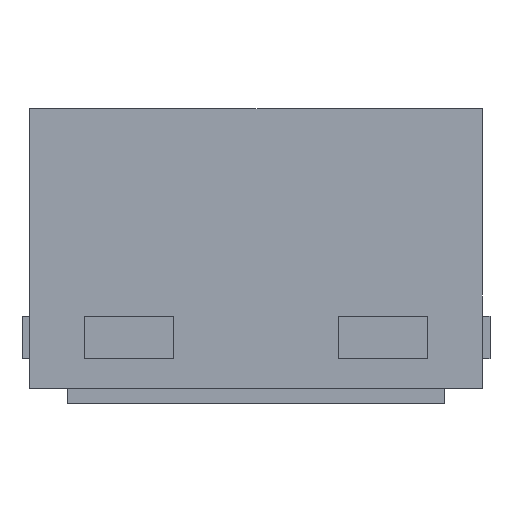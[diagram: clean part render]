
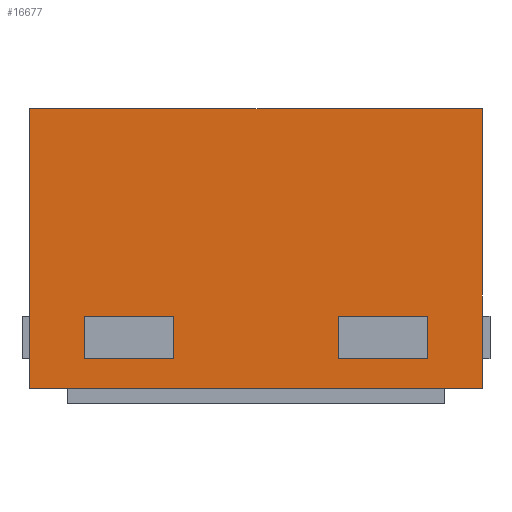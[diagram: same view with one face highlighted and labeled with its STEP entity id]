
A CAD part, left-side view. The second image highlights one B-rep face of the part: STEP entity #16677.
In plain terms, the highlighted planar face has unit normal (-1, 0, 0).
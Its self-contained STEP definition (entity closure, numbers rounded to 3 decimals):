
#137 = EDGE_CURVE ( 'NONE', #10265, #7630, #9210, .T. ) ;
#241 = DIRECTION ( 'NONE',  ( 1., 0., 0. ) ) ;
#339 = VERTEX_POINT ( 'NONE', #7870 ) ;
#427 = PLANE ( 'NONE',  #14576 ) ;
#802 = CARTESIAN_POINT ( 'NONE',  ( -0.5, 0.228, 0.095 ) ) ;
#1105 = DIRECTION ( 'NONE',  ( 0., 1., 0. ) ) ;
#1124 = LINE ( 'NONE', #6726, #13559 ) ;
#1136 = VERTEX_POINT ( 'NONE', #4127 ) ;
#1201 = ORIENTED_EDGE ( 'NONE', *, *, #9559, .T. ) ;
#1337 = EDGE_LOOP ( 'NONE', ( #1201, #11406, #16977, #16718 ) ) ;
#1367 = EDGE_CURVE ( 'NONE', #14006, #8849, #11177, .T. ) ;
#1605 = VERTEX_POINT ( 'NONE', #2177 ) ;
#2177 = CARTESIAN_POINT ( 'NONE',  ( -0.5, -0.3, 0. ) ) ;
#2591 = DIRECTION ( 'NONE',  ( 0., 0., -1. ) ) ;
#2760 = CARTESIAN_POINT ( 'NONE',  ( -0.5, 0.3, 0.37 ) ) ;
#2801 = VECTOR ( 'NONE', #4830, 1000. ) ;
#2951 = CARTESIAN_POINT ( 'NONE',  ( -0.5, 0.3, 0.37 ) ) ;
#3130 = CARTESIAN_POINT ( 'NONE',  ( -0.5, 0.3, 0. ) ) ;
#3478 = LINE ( 'NONE', #6365, #16830 ) ;
#3511 = EDGE_LOOP ( 'NONE', ( #7206, #9191, #7187, #11368 ) ) ;
#3571 = VERTEX_POINT ( 'NONE', #14713 ) ;
#3643 = VECTOR ( 'NONE', #4632, 1000. ) ;
#3734 = LINE ( 'NONE', #9233, #9389 ) ;
#4127 = CARTESIAN_POINT ( 'NONE',  ( -0.5, -0.3, 0.37 ) ) ;
#4302 = EDGE_CURVE ( 'NONE', #339, #3571, #3478, .T. ) ;
#4632 = DIRECTION ( 'NONE',  ( 0., 0., -1. ) ) ;
#4830 = DIRECTION ( 'NONE',  ( 0., -1., 0. ) ) ;
#4854 = VERTEX_POINT ( 'NONE', #11864 ) ;
#5074 = EDGE_CURVE ( 'NONE', #8849, #3571, #12120, .T. ) ;
#5769 = FACE_BOUND ( 'NONE', #9349, .T. ) ;
#6233 = LINE ( 'NONE', #802, #7366 ) ;
#6293 = LINE ( 'NONE', #11612, #16919 ) ;
#6365 = CARTESIAN_POINT ( 'NONE',  ( -0.5, -0.228, 0.039 ) ) ;
#6426 = DIRECTION ( 'NONE',  ( 0., 0., -1. ) ) ;
#6624 = DIRECTION ( 'NONE',  ( 0., 0., -1. ) ) ;
#6726 = CARTESIAN_POINT ( 'NONE',  ( -0.5, 0.109, 0.095 ) ) ;
#6730 = DIRECTION ( 'NONE',  ( 0., 0., -1. ) ) ;
#7078 = LINE ( 'NONE', #2760, #11252 ) ;
#7187 = ORIENTED_EDGE ( 'NONE', *, *, #10872, .T. ) ;
#7206 = ORIENTED_EDGE ( 'NONE', *, *, #14792, .F. ) ;
#7366 = VECTOR ( 'NONE', #15452, 1000. ) ;
#7463 = EDGE_CURVE ( 'NONE', #1136, #1605, #16812, .T. ) ;
#7559 = EDGE_CURVE ( 'NONE', #4854, #16056, #14803, .T. ) ;
#7630 = VERTEX_POINT ( 'NONE', #16122 ) ;
#7870 = CARTESIAN_POINT ( 'NONE',  ( -0.5, -0.228, 0.039 ) ) ;
#8163 = CARTESIAN_POINT ( 'NONE',  ( -0.5, -0.228, 0.095 ) ) ;
#8441 = EDGE_CURVE ( 'NONE', #8884, #1136, #17012, .T. ) ;
#8487 = FACE_OUTER_BOUND ( 'NONE', #1337, .T. ) ;
#8849 = VERTEX_POINT ( 'NONE', #12292 ) ;
#8884 = VERTEX_POINT ( 'NONE', #10989 ) ;
#9191 = ORIENTED_EDGE ( 'NONE', *, *, #137, .T. ) ;
#9210 = LINE ( 'NONE', #14577, #9362 ) ;
#9233 = CARTESIAN_POINT ( 'NONE',  ( -0.5, -0.228, 0.095 ) ) ;
#9349 = EDGE_LOOP ( 'NONE', ( #16282, #14350, #17281, #9912 ) ) ;
#9362 = VECTOR ( 'NONE', #15987, 1000. ) ;
#9389 = VECTOR ( 'NONE', #6426, 1000. ) ;
#9529 = CARTESIAN_POINT ( 'NONE',  ( -0.5, 0.109, 0.039 ) ) ;
#9559 = EDGE_CURVE ( 'NONE', #11838, #1605, #6293, .T. ) ;
#9607 = CARTESIAN_POINT ( 'NONE',  ( -0.5, 0.228, 0.039 ) ) ;
#9707 = DIRECTION ( 'NONE',  ( 0., 1., 0. ) ) ;
#9854 = VECTOR ( 'NONE', #6624, 1000. ) ;
#9873 = CARTESIAN_POINT ( 'NONE',  ( -0.5, -0.228, 0.095 ) ) ;
#9912 = ORIENTED_EDGE ( 'NONE', *, *, #5074, .F. ) ;
#10041 = CARTESIAN_POINT ( 'NONE',  ( -0.5, -0.3, 0.37 ) ) ;
#10265 = VERTEX_POINT ( 'NONE', #11752 ) ;
#10750 = FACE_BOUND ( 'NONE', #3511, .T. ) ;
#10805 = CARTESIAN_POINT ( 'NONE',  ( -0.5, -0.109, 0.095 ) ) ;
#10872 = EDGE_CURVE ( 'NONE', #7630, #16056, #1124, .T. ) ;
#10989 = CARTESIAN_POINT ( 'NONE',  ( -0.5, 0.3, 0.37 ) ) ;
#11102 = EDGE_CURVE ( 'NONE', #14006, #339, #3734, .T. ) ;
#11177 = LINE ( 'NONE', #9873, #13052 ) ;
#11252 = VECTOR ( 'NONE', #6730, 1000. ) ;
#11368 = ORIENTED_EDGE ( 'NONE', *, *, #7559, .F. ) ;
#11406 = ORIENTED_EDGE ( 'NONE', *, *, #7463, .F. ) ;
#11545 = CARTESIAN_POINT ( 'NONE',  ( -0.5, 0.3, 0.37 ) ) ;
#11612 = CARTESIAN_POINT ( 'NONE',  ( -0.5, 0.3, 0. ) ) ;
#11752 = CARTESIAN_POINT ( 'NONE',  ( -0.5, 0.228, 0.095 ) ) ;
#11838 = VERTEX_POINT ( 'NONE', #3130 ) ;
#11864 = CARTESIAN_POINT ( 'NONE',  ( -0.5, 0.228, 0.039 ) ) ;
#12120 = LINE ( 'NONE', #10805, #9854 ) ;
#12292 = CARTESIAN_POINT ( 'NONE',  ( -0.5, -0.109, 0.095 ) ) ;
#13052 = VECTOR ( 'NONE', #15248, 1000. ) ;
#13432 = VECTOR ( 'NONE', #16198, 1000. ) ;
#13559 = VECTOR ( 'NONE', #2591, 1000. ) ;
#14006 = VERTEX_POINT ( 'NONE', #8163 ) ;
#14350 = ORIENTED_EDGE ( 'NONE', *, *, #11102, .T. ) ;
#14576 = AXIS2_PLACEMENT_3D ( 'NONE', #2951, #241, #9707 ) ;
#14577 = CARTESIAN_POINT ( 'NONE',  ( -0.5, 0.228, 0.095 ) ) ;
#14713 = CARTESIAN_POINT ( 'NONE',  ( -0.5, -0.109, 0.039 ) ) ;
#14792 = EDGE_CURVE ( 'NONE', #10265, #4854, #6233, .T. ) ;
#14803 = LINE ( 'NONE', #9607, #13432 ) ;
#15248 = DIRECTION ( 'NONE',  ( 0., 1., 0. ) ) ;
#15452 = DIRECTION ( 'NONE',  ( 0., 0., -1. ) ) ;
#15987 = DIRECTION ( 'NONE',  ( 0., -1., 0. ) ) ;
#16056 = VERTEX_POINT ( 'NONE', #9529 ) ;
#16080 = EDGE_CURVE ( 'NONE', #8884, #11838, #7078, .T. ) ;
#16122 = CARTESIAN_POINT ( 'NONE',  ( -0.5, 0.109, 0.095 ) ) ;
#16198 = DIRECTION ( 'NONE',  ( 0., -1., 0. ) ) ;
#16282 = ORIENTED_EDGE ( 'NONE', *, *, #1367, .F. ) ;
#16677 = ADVANCED_FACE ( 'NONE', ( #5769, #8487, #10750 ), #427, .F. ) ;
#16718 = ORIENTED_EDGE ( 'NONE', *, *, #16080, .T. ) ;
#16812 = LINE ( 'NONE', #10041, #3643 ) ;
#16830 = VECTOR ( 'NONE', #1105, 1000. ) ;
#16919 = VECTOR ( 'NONE', #16997, 1000. ) ;
#16977 = ORIENTED_EDGE ( 'NONE', *, *, #8441, .F. ) ;
#16997 = DIRECTION ( 'NONE',  ( 0., -1., 0. ) ) ;
#17012 = LINE ( 'NONE', #11545, #2801 ) ;
#17281 = ORIENTED_EDGE ( 'NONE', *, *, #4302, .T. ) ;
